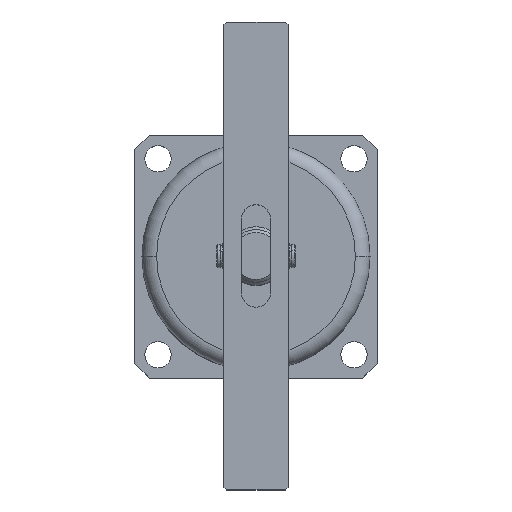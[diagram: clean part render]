
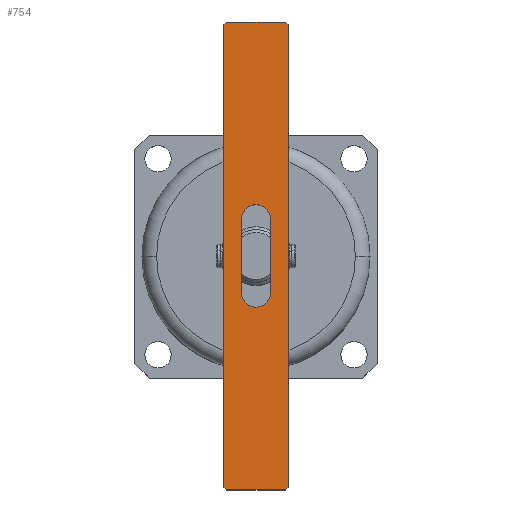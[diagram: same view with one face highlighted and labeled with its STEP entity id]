
A CAD part, top view. The second image highlights one B-rep face of the part: STEP entity #754.
In plain terms, the highlighted planar face has unit normal (0, 0, 1).
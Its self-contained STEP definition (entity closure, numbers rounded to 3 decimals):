
#288 = CARTESIAN_POINT ( 'NONE',  ( 12.5, -5., 22. ) ) ;
#302 = CARTESIAN_POINT ( 'NONE',  ( -17.5, 0., 22. ) ) ;
#307 = CARTESIAN_POINT ( 'NONE',  ( -80., -10., 22. ) ) ;
#344 = CARTESIAN_POINT ( 'NONE',  ( -12.5, -5., 22. ) ) ;
#422 = DIRECTION ( 'NONE',  ( 0.707, -0.707, 0. ) ) ;
#430 = CARTESIAN_POINT ( 'NONE',  ( -79., -11., 22. ) ) ;
#432 = DIRECTION ( 'NONE',  ( -0.707, -0.707, 0. ) ) ;
#435 = CARTESIAN_POINT ( 'NONE',  ( -80., 10., 22. ) ) ;
#471 = DIRECTION ( 'NONE',  ( -1., 0., 0. ) ) ;
#477 = DIRECTION ( 'NONE',  ( 0., 0., -1. ) ) ;
#490 = CARTESIAN_POINT ( 'NONE',  ( -12.5, 0., 22. ) ) ;
#493 = DIRECTION ( 'NONE',  ( -0.707, 0.707, 0. ) ) ;
#498 = CARTESIAN_POINT ( 'NONE',  ( 79., 11., 22. ) ) ;
#513 = DIRECTION ( 'NONE',  ( -1., 0., 0. ) ) ;
#514 = DIRECTION ( 'NONE',  ( 0., 0., -1. ) ) ;
#515 = CARTESIAN_POINT ( 'NONE',  ( 12.5, 0., 22. ) ) ;
#754 = ADVANCED_FACE ( 'NONE', ( #2821, #2818 ), #2530, .F. ) ;
#2120 = ORIENTED_EDGE ( 'NONE', *, *, #5408, .T. ) ;
#2145 = ORIENTED_EDGE ( 'NONE', *, *, #5412, .T. ) ;
#2148 = ORIENTED_EDGE ( 'NONE', *, *, #5381, .T. ) ;
#2157 = ORIENTED_EDGE ( 'NONE', *, *, #5402, .T. ) ;
#2183 = ORIENTED_EDGE ( 'NONE', *, *, #5409, .T. ) ;
#2185 = ORIENTED_EDGE ( 'NONE', *, *, #5405, .T. ) ;
#2190 = ORIENTED_EDGE ( 'NONE', *, *, #5406, .T. ) ;
#2223 = ORIENTED_EDGE ( 'NONE', *, *, #5391, .T. ) ;
#2230 = ORIENTED_EDGE ( 'NONE', *, *, #5401, .T. ) ;
#2233 = ORIENTED_EDGE ( 'NONE', *, *, #5411, .T. ) ;
#2238 = ORIENTED_EDGE ( 'NONE', *, *, #5413, .T. ) ;
#2257 = ORIENTED_EDGE ( 'NONE', *, *, #5389, .T. ) ;
#2270 = ORIENTED_EDGE ( 'NONE', *, *, #5407, .T. ) ;
#2285 = VECTOR ( 'NONE', #3178, 1000. ) ;
#2288 = CIRCLE ( 'NONE', #3741, 5. ) ;
#2292 = LINE ( 'NONE', #3189, #2285 ) ;
#2300 = VECTOR ( 'NONE', #3203, 1000. ) ;
#2305 = LINE ( 'NONE', #3196, #2300 ) ;
#2495 = DIRECTION ( 'NONE',  ( -1., 0., 0. ) ) ;
#2499 = DIRECTION ( 'NONE',  ( 0., 0., -1. ) ) ;
#2524 = CARTESIAN_POINT ( 'NONE',  ( 0., 0., 22. ) ) ;
#2530 = PLANE ( 'NONE',  #3561 ) ;
#2739 = VECTOR ( 'NONE', #3136, 1000. ) ;
#2746 = LINE ( 'NONE', #435, #2777 ) ;
#2747 = LINE ( 'NONE', #498, #2752 ) ;
#2752 = VECTOR ( 'NONE', #493, 1000. ) ;
#2755 = LINE ( 'NONE', #430, #2756 ) ;
#2756 = VECTOR ( 'NONE', #422, 1000. ) ;
#2777 = VECTOR ( 'NONE', #432, 1000. ) ;
#2789 = CIRCLE ( 'NONE', #3737, 5. ) ;
#2791 = CIRCLE ( 'NONE', #3736, 5. ) ;
#2792 = LINE ( 'NONE', #3142, #2800 ) ;
#2793 = VECTOR ( 'NONE', #3138, 1000. ) ;
#2797 = LINE ( 'NONE', #3147, #2805 ) ;
#2800 = VECTOR ( 'NONE', #3152, 1000. ) ;
#2801 = LINE ( 'NONE', #3137, #2739 ) ;
#2804 = LINE ( 'NONE', #3145, #2807 ) ;
#2805 = VECTOR ( 'NONE', #3146, 1000. ) ;
#2807 = VECTOR ( 'NONE', #3144, 1000. ) ;
#2808 = LINE ( 'NONE', #3139, #2793 ) ;
#2818 = FACE_OUTER_BOUND ( 'NONE', #2919, .T. ) ;
#2821 = FACE_BOUND ( 'NONE', #3257, .T. ) ;
#2919 = EDGE_LOOP ( 'NONE', ( #2157, #2183, #2230, #2233, #2148, #2145, #2257, #2238 ) ) ;
#3115 = CARTESIAN_POINT ( 'NONE',  ( 80., -10., 22. ) ) ;
#3136 = DIRECTION ( 'NONE',  ( 0.707, 0.707, 0. ) ) ;
#3137 = CARTESIAN_POINT ( 'NONE',  ( 80., -10., 22. ) ) ;
#3138 = DIRECTION ( 'NONE',  ( 1., 0., 0. ) ) ;
#3139 = CARTESIAN_POINT ( 'NONE',  ( 12.5, 5., 22. ) ) ;
#3142 = CARTESIAN_POINT ( 'NONE',  ( 12.5, -5., 22. ) ) ;
#3144 = DIRECTION ( 'NONE',  ( 1., 0., 0. ) ) ;
#3145 = CARTESIAN_POINT ( 'NONE',  ( -80., -11., 22. ) ) ;
#3146 = DIRECTION ( 'NONE',  ( 0., 1., 0. ) ) ;
#3147 = CARTESIAN_POINT ( 'NONE',  ( 80., -11., 22. ) ) ;
#3152 = DIRECTION ( 'NONE',  ( -1., 0., 0. ) ) ;
#3169 = DIRECTION ( 'NONE',  ( -1., 0., 0. ) ) ;
#3170 = DIRECTION ( 'NONE',  ( 0., 0., -1. ) ) ;
#3171 = CARTESIAN_POINT ( 'NONE',  ( -12.5, 0., 22. ) ) ;
#3178 = DIRECTION ( 'NONE',  ( 0., -1., 0. ) ) ;
#3189 = CARTESIAN_POINT ( 'NONE',  ( -80., -11., 22. ) ) ;
#3196 = CARTESIAN_POINT ( 'NONE',  ( -80., 11., 22. ) ) ;
#3203 = DIRECTION ( 'NONE',  ( -1., 0., 0. ) ) ;
#3257 = EDGE_LOOP ( 'NONE', ( #2185, #2190, #2270, #2120, #2223 ) ) ;
#3561 = AXIS2_PLACEMENT_3D ( 'NONE', #2524, #2499, #2495 ) ;
#3736 = AXIS2_PLACEMENT_3D ( 'NONE', #490, #477, #471 ) ;
#3737 = AXIS2_PLACEMENT_3D ( 'NONE', #515, #514, #513 ) ;
#3741 = AXIS2_PLACEMENT_3D ( 'NONE', #3171, #3170, #3169 ) ;
#3815 = CARTESIAN_POINT ( 'NONE',  ( 79., -11., 22. ) ) ;
#4403 = VERTEX_POINT ( 'NONE', #3115 ) ;
#4576 = VERTEX_POINT ( 'NONE', #3815 ) ;
#4592 = VERTEX_POINT ( 'NONE', #302 ) ;
#4643 = VERTEX_POINT ( 'NONE', #288 ) ;
#4722 = VERTEX_POINT ( 'NONE', #307 ) ;
#5381 = EDGE_CURVE ( 'NONE', #6135, #6139, #2305, .T. ) ;
#5389 = EDGE_CURVE ( 'NONE', #6126, #4722, #2292, .T. ) ;
#5391 = EDGE_CURVE ( 'NONE', #4592, #6137, #2288, .T. ) ;
#5401 = EDGE_CURVE ( 'NONE', #4403, #6122, #2797, .T. ) ;
#5402 = EDGE_CURVE ( 'NONE', #6127, #4576, #2804, .T. ) ;
#5405 = EDGE_CURVE ( 'NONE', #6137, #6134, #2808, .T. ) ;
#5406 = EDGE_CURVE ( 'NONE', #6134, #4643, #2789, .T. ) ;
#5407 = EDGE_CURVE ( 'NONE', #4643, #6113, #2792, .T. ) ;
#5408 = EDGE_CURVE ( 'NONE', #6113, #4592, #2791, .T. ) ;
#5409 = EDGE_CURVE ( 'NONE', #4576, #4403, #2801, .T. ) ;
#5411 = EDGE_CURVE ( 'NONE', #6122, #6135, #2747, .T. ) ;
#5412 = EDGE_CURVE ( 'NONE', #6139, #6126, #2746, .T. ) ;
#5413 = EDGE_CURVE ( 'NONE', #4722, #6127, #2755, .T. ) ;
#6113 = VERTEX_POINT ( 'NONE', #344 ) ;
#6122 = VERTEX_POINT ( 'NONE', #6618 ) ;
#6126 = VERTEX_POINT ( 'NONE', #6622 ) ;
#6127 = VERTEX_POINT ( 'NONE', #6623 ) ;
#6134 = VERTEX_POINT ( 'NONE', #6630 ) ;
#6135 = VERTEX_POINT ( 'NONE', #6631 ) ;
#6137 = VERTEX_POINT ( 'NONE', #6633 ) ;
#6139 = VERTEX_POINT ( 'NONE', #6635 ) ;
#6618 = CARTESIAN_POINT ( 'NONE',  ( 80., 10., 22. ) ) ;
#6622 = CARTESIAN_POINT ( 'NONE',  ( -80., 10., 22. ) ) ;
#6623 = CARTESIAN_POINT ( 'NONE',  ( -79., -11., 22. ) ) ;
#6630 = CARTESIAN_POINT ( 'NONE',  ( 12.5, 5., 22. ) ) ;
#6631 = CARTESIAN_POINT ( 'NONE',  ( 79., 11., 22. ) ) ;
#6633 = CARTESIAN_POINT ( 'NONE',  ( -12.5, 5., 22. ) ) ;
#6635 = CARTESIAN_POINT ( 'NONE',  ( -79., 11., 22. ) ) ;
